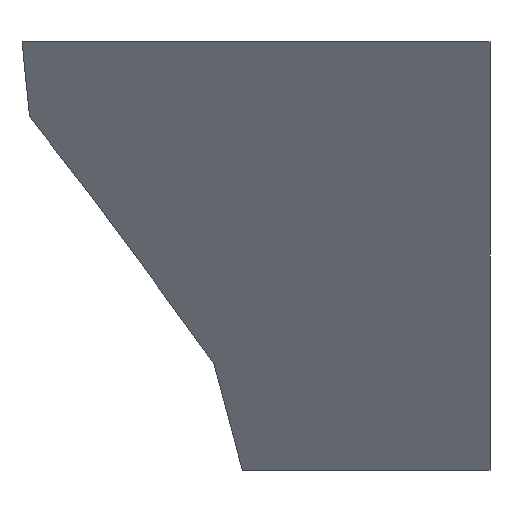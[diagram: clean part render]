
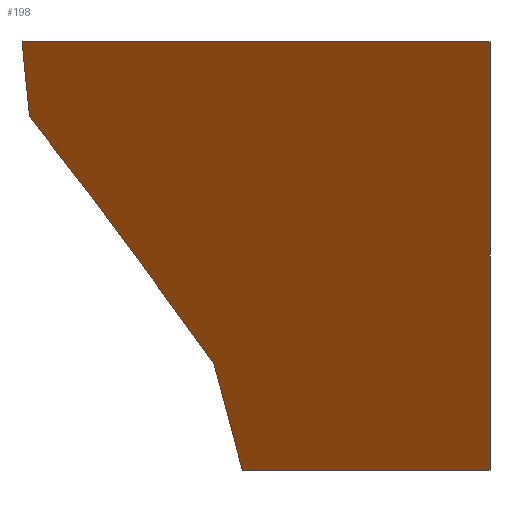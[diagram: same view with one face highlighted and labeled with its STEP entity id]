
A CAD part, front view. The second image highlights one B-rep face of the part: STEP entity #198.
In plain terms, the highlighted planar face has unit normal (-0.174, -0.853, -0.492).
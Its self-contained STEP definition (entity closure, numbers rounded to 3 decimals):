
#24=LINE('',#831,#38);
#26=LINE('',#835,#40);
#28=LINE('',#839,#42);
#38=VECTOR('',#239,10.);
#40=VECTOR('',#243,10.);
#42=VECTOR('',#247,10.);
#49=PLANE('',#219);
#60=FACE_OUTER_BOUND('',#71,.T.);
#71=EDGE_LOOP('',(#176,#177,#178,#179,#180,#181,#182,#183));
#72=B_SPLINE_CURVE_WITH_KNOTS('',3,(#517,#518,#519,#520),.UNSPECIFIED.,
 .F.,.F.,(4,4),(-22.028,-14.909),.UNSPECIFIED.);
#76=B_SPLINE_CURVE_WITH_KNOTS('',3,(#557,#558,#559,#560),.UNSPECIFIED.,
 .F.,.F.,(4,4),(-8.005,-0.002),.UNSPECIFIED.);
#77=B_SPLINE_CURVE_WITH_KNOTS('',3,(#561,#562,#563,#564),.UNSPECIFIED.,
 .F.,.F.,(4,4),(-6.18,-0.061),.UNSPECIFIED.);
#78=B_SPLINE_CURVE_WITH_KNOTS('',3,(#618,#619,#620,#621,#622,#623,#624),
 .UNSPECIFIED.,.F.,.F.,(4,3,4),(-10.59,-5.286,-3.071),
 .UNSPECIFIED.);
#84=B_SPLINE_CURVE_WITH_KNOTS('',3,(#888,#889,#890,#891,#892,#893,#894),
 .UNSPECIFIED.,.F.,.F.,(4,3,4),(-5.217,-0.44,0.),
 .UNSPECIFIED.);
#85=VERTEX_POINT('',#515);
#86=VERTEX_POINT('',#516);
#89=VERTEX_POINT('',#542);
#90=VERTEX_POINT('',#556);
#91=VERTEX_POINT('',#617);
#100=VERTEX_POINT('',#830);
#101=VERTEX_POINT('',#834);
#102=VERTEX_POINT('',#838);
#103=EDGE_CURVE('',#85,#86,#72,.T.);
#107=EDGE_CURVE('',#90,#89,#76,.T.);
#108=EDGE_CURVE('',#90,#86,#77,.T.);
#109=EDGE_CURVE('',#89,#91,#78,.T.);
#123=EDGE_CURVE('',#91,#100,#24,.T.);
#125=EDGE_CURVE('',#100,#101,#26,.T.);
#127=EDGE_CURVE('',#101,#102,#28,.T.);
#129=EDGE_CURVE('',#102,#85,#84,.T.);
#176=ORIENTED_EDGE('',*,*,#123,.T.);
#177=ORIENTED_EDGE('',*,*,#125,.T.);
#178=ORIENTED_EDGE('',*,*,#127,.T.);
#179=ORIENTED_EDGE('',*,*,#129,.T.);
#180=ORIENTED_EDGE('',*,*,#103,.T.);
#181=ORIENTED_EDGE('',*,*,#108,.F.);
#182=ORIENTED_EDGE('',*,*,#107,.T.);
#183=ORIENTED_EDGE('',*,*,#109,.T.);
#198=ADVANCED_FACE('',(#60),#49,.F.);
#219=AXIS2_PLACEMENT_3D('',#895,#248,#249);
#239=DIRECTION('',(0.98,-0.2,0.));
#243=DIRECTION('',(0.,-0.5,0.866));
#247=DIRECTION('',(-0.98,0.2,0.));
#248=DIRECTION('center_axis',(0.174,0.853,0.492));
#249=DIRECTION('ref_axis',(0.,-0.5,0.866));
#515=CARTESIAN_POINT('',(-370.819,741.51,67.261));
#516=CARTESIAN_POINT('',(-334.214,761.384,19.929));
#517=CARTESIAN_POINT('Ctrl Pts',(-370.819,741.51,67.261));
#518=CARTESIAN_POINT('Ctrl Pts',(-358.062,748.19,51.192));
#519=CARTESIAN_POINT('Ctrl Pts',(-346.079,754.723,35.651));
#520=CARTESIAN_POINT('Ctrl Pts',(-334.214,761.384,19.929));
#542=CARTESIAN_POINT('',(-258.953,805.197,-82.498));
#556=CARTESIAN_POINT('',(-299.839,781.135,-26.403));
#557=CARTESIAN_POINT('Ctrl Pts',(-299.839,781.135,-26.403));
#558=CARTESIAN_POINT('Ctrl Pts',(-286.767,788.78,-44.253));
#559=CARTESIAN_POINT('Ctrl Pts',(-273.807,796.463,-62.133));
#560=CARTESIAN_POINT('Ctrl Pts',(-258.953,805.197,-82.498));
#561=CARTESIAN_POINT('Ctrl Pts',(-299.839,781.135,-26.403));
#562=CARTESIAN_POINT('Ctrl Pts',(-311.205,774.489,-10.883));
#563=CARTESIAN_POINT('Ctrl Pts',(-322.578,767.917,4.511));
#564=CARTESIAN_POINT('Ctrl Pts',(-334.214,761.384,19.929));
#617=CARTESIAN_POINT('',(-241.63,839.102,-147.333));
#618=CARTESIAN_POINT('Ctrl Pts',(-258.953,805.197,-82.498));
#619=CARTESIAN_POINT('Ctrl Pts',(-254.983,813.198,-97.756));
#620=CARTESIAN_POINT('Ctrl Pts',(-250.939,821.179,-113.007));
#621=CARTESIAN_POINT('Ctrl Pts',(-246.823,829.14,-128.247));
#622=CARTESIAN_POINT('Ctrl Pts',(-245.104,832.464,-134.61));
#623=CARTESIAN_POINT('Ctrl Pts',(-243.373,835.785,-140.972));
#624=CARTESIAN_POINT('Ctrl Pts',(-241.629,839.102,-147.332));
#830=CARTESIAN_POINT('',(-91.265,808.487,-147.333));
#831=CARTESIAN_POINT('',(-403.765,872.114,-147.333));
#834=CARTESIAN_POINT('',(-91.265,658.376,112.667));
#835=CARTESIAN_POINT('',(-91.265,698.824,42.61));
#838=CARTESIAN_POINT('',(-375.417,716.231,112.667));
#839=CARTESIAN_POINT('',(-433.112,727.978,112.667));
#888=CARTESIAN_POINT('Ctrl Pts',(-375.417,716.231,112.667));
#889=CARTESIAN_POINT('Ctrl Pts',(-374.075,723.958,98.809));
#890=CARTESIAN_POINT('Ctrl Pts',(-372.676,731.676,84.95));
#891=CARTESIAN_POINT('Ctrl Pts',(-371.222,739.381,71.091));
#892=CARTESIAN_POINT('Ctrl Pts',(-371.088,740.091,69.814));
#893=CARTESIAN_POINT('Ctrl Pts',(-370.954,740.8,68.538));
#894=CARTESIAN_POINT('Ctrl Pts',(-370.819,741.51,67.261));
#895=CARTESIAN_POINT('Origin',(-661.076,836.297,5.445));
